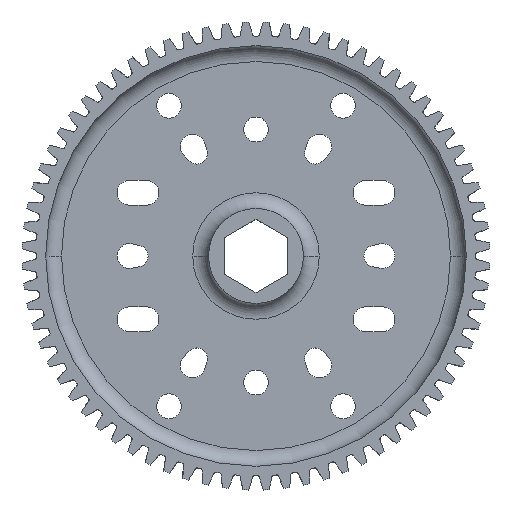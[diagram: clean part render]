
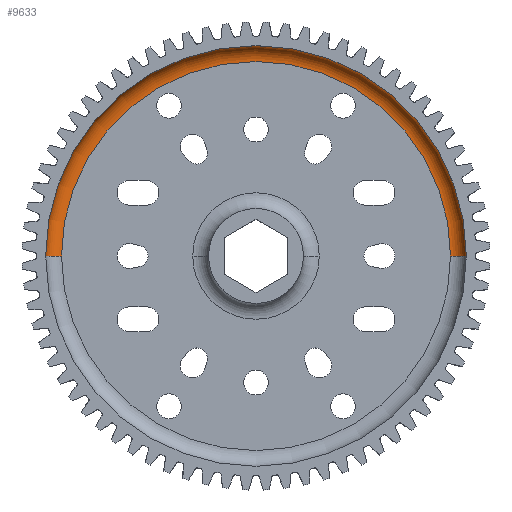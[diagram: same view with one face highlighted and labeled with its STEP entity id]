
A CAD part, top view. The second image highlights one B-rep face of the part: STEP entity #9633.
In plain terms, the highlighted toroidal (fillet/blend) face has major radius 39.053 mm and minor radius 3.175 mm.
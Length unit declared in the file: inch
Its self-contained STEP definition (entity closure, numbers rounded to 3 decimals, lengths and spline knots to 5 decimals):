
#1855 = DIRECTION ( 'NONE',  ( 0., 1., 0. ) ) ;
#2457 = AXIS2_PLACEMENT_3D ( 'NONE', #28430, #1855, #12507 ) ;
#2587 = DIRECTION ( 'NONE',  ( 0., -1., 0. ) ) ;
#2619 = EDGE_CURVE ( 'NONE', #12509, #14320, #19459, .T. ) ;
#4390 = AXIS2_PLACEMENT_3D ( 'NONE', #16208, #2587, #21456 ) ;
#4708 = AXIS2_PLACEMENT_3D ( 'NONE', #4909, #9967, #12424 ) ;
#4850 = DIRECTION ( 'NONE',  ( 0., 0., 1. ) ) ;
#4909 = CARTESIAN_POINT ( 'NONE',  ( 0., 0., 0.0275 ) ) ;
#5119 = EDGE_LOOP ( 'NONE', ( #28290, #5386, #29376, #6847 ) ) ;
#5386 = ORIENTED_EDGE ( 'NONE', *, *, #15356, .F. ) ;
#6847 = ORIENTED_EDGE ( 'NONE', *, *, #31659, .F. ) ;
#8501 = VERTEX_POINT ( 'NONE', #31471 ) ;
#9633 = ADVANCED_FACE ( 'NONE', ( #22342 ), #30202, .F. ) ;
#9705 = CIRCLE ( 'NONE', #4708, 1.6625 ) ;
#9967 = DIRECTION ( 'NONE',  ( 0., 0., -1. ) ) ;
#11884 = VERTEX_POINT ( 'NONE', #23590 ) ;
#12424 = DIRECTION ( 'NONE',  ( 1., 0., 0. ) ) ;
#12507 = DIRECTION ( 'NONE',  ( -1., 0., 0. ) ) ;
#12509 = VERTEX_POINT ( 'NONE', #23461 ) ;
#12698 = CARTESIAN_POINT ( 'NONE',  ( 0., 0., -0.0975 ) ) ;
#14320 = VERTEX_POINT ( 'NONE', #15236 ) ;
#14593 = CIRCLE ( 'NONE', #17942, 1.5375 ) ;
#15236 = CARTESIAN_POINT ( 'NONE',  ( 1.6625, 0., 0.0275 ) ) ;
#15356 = EDGE_CURVE ( 'NONE', #12509, #8501, #14593, .T. ) ;
#16208 = CARTESIAN_POINT ( 'NONE',  ( 1.5375, 0., 0.0275 ) ) ;
#17265 = CARTESIAN_POINT ( 'NONE',  ( 0., 0., 0.0275 ) ) ;
#17942 = AXIS2_PLACEMENT_3D ( 'NONE', #12698, #4850, #23896 ) ;
#19459 = CIRCLE ( 'NONE', #4390, 0.125 ) ;
#21456 = DIRECTION ( 'NONE',  ( 0., 0., -1. ) ) ;
#22342 = FACE_OUTER_BOUND ( 'NONE', #5119, .T. ) ;
#22682 = DIRECTION ( 'NONE',  ( 1., 0., 0. ) ) ;
#23461 = CARTESIAN_POINT ( 'NONE',  ( 1.5375, 0., -0.0975 ) ) ;
#23590 = CARTESIAN_POINT ( 'NONE',  ( -1.6625, 0., 0.0275 ) ) ;
#23896 = DIRECTION ( 'NONE',  ( 1., 0., 0. ) ) ;
#27025 = CIRCLE ( 'NONE', #2457, 0.125 ) ;
#27944 = DIRECTION ( 'NONE',  ( 0., 0., 1. ) ) ;
#28290 = ORIENTED_EDGE ( 'NONE', *, *, #31921, .F. ) ;
#28430 = CARTESIAN_POINT ( 'NONE',  ( -1.5375, 0., 0.0275 ) ) ;
#29106 = AXIS2_PLACEMENT_3D ( 'NONE', #17265, #27944, #22682 ) ;
#29376 = ORIENTED_EDGE ( 'NONE', *, *, #2619, .T. ) ;
#30202 = TOROIDAL_SURFACE ( 'NONE', #29106, 1.5375, 0.125 ) ;
#31471 = CARTESIAN_POINT ( 'NONE',  ( -1.5375, 0., -0.0975 ) ) ;
#31659 = EDGE_CURVE ( 'NONE', #11884, #14320, #9705, .T. ) ;
#31921 = EDGE_CURVE ( 'NONE', #8501, #11884, #27025, .T. ) ;
